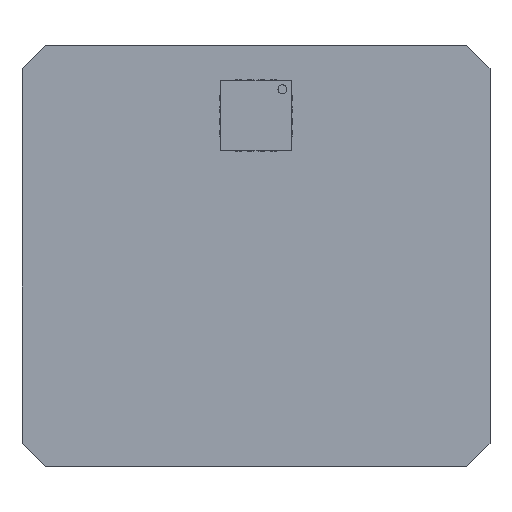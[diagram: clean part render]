
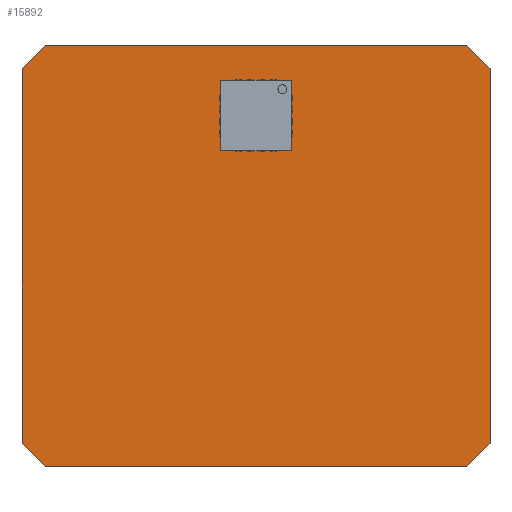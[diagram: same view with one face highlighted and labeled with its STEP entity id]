
A CAD part, top view. The second image highlights one B-rep face of the part: STEP entity #15892.
In plain terms, the highlighted planar face has unit normal (0, 0, 1).
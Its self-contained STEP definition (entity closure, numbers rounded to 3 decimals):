
#15270 = VERTEX_POINT('',#15271);
#15271 = CARTESIAN_POINT('',(20.,17.,1.58));
#15278 = PLANE('',#15279);
#15279 = AXIS2_PLACEMENT_3D('',#15280,#15281,#15282);
#15280 = CARTESIAN_POINT('',(20.,17.,0.));
#15281 = DIRECTION('',(1.,0.,-0.));
#15282 = DIRECTION('',(0.,-1.,0.));
#15290 = PLANE('',#15291);
#15291 = AXIS2_PLACEMENT_3D('',#15292,#15293,#15294);
#15292 = CARTESIAN_POINT('',(19.,18.,0.));
#15293 = DIRECTION('',(0.707,0.707,-0.));
#15294 = DIRECTION('',(0.707,-0.707,0.));
#15302 = EDGE_CURVE('',#15270,#15303,#15305,.T.);
#15303 = VERTEX_POINT('',#15304);
#15304 = CARTESIAN_POINT('',(20.,1.,1.58));
#15305 = SURFACE_CURVE('',#15306,(#15310,#15317),.PCURVE_S1.);
#15306 = LINE('',#15307,#15308);
#15307 = CARTESIAN_POINT('',(20.,17.,1.58));
#15308 = VECTOR('',#15309,1.);
#15309 = DIRECTION('',(0.,-1.,0.));
#15310 = PCURVE('',#15278,#15311);
#15311 = DEFINITIONAL_REPRESENTATION('',(#15312),#15316);
#15312 = LINE('',#15313,#15314);
#15313 = CARTESIAN_POINT('',(0.,-1.58));
#15314 = VECTOR('',#15315,1.);
#15315 = DIRECTION('',(1.,0.));
#15316 = ( GEOMETRIC_REPRESENTATION_CONTEXT(2) 
PARAMETRIC_REPRESENTATION_CONTEXT() REPRESENTATION_CONTEXT('2D SPACE',''
  ) );
#15317 = PCURVE('',#15318,#15323);
#15318 = PLANE('',#15319);
#15319 = AXIS2_PLACEMENT_3D('',#15320,#15321,#15322);
#15320 = CARTESIAN_POINT('',(10.,9.,1.58));
#15321 = DIRECTION('',(-0.,-0.,-1.));
#15322 = DIRECTION('',(-1.,0.,0.));
#15323 = DEFINITIONAL_REPRESENTATION('',(#15324),#15328);
#15324 = LINE('',#15325,#15326);
#15325 = CARTESIAN_POINT('',(-10.,8.));
#15326 = VECTOR('',#15327,1.);
#15327 = DIRECTION('',(0.,-1.));
#15328 = ( GEOMETRIC_REPRESENTATION_CONTEXT(2) 
PARAMETRIC_REPRESENTATION_CONTEXT() REPRESENTATION_CONTEXT('2D SPACE',''
  ) );
#15346 = PLANE('',#15347);
#15347 = AXIS2_PLACEMENT_3D('',#15348,#15349,#15350);
#15348 = CARTESIAN_POINT('',(20.,1.,0.));
#15349 = DIRECTION('',(0.707,-0.707,0.));
#15350 = DIRECTION('',(-0.707,-0.707,0.));
#15388 = EDGE_CURVE('',#15303,#15389,#15391,.T.);
#15389 = VERTEX_POINT('',#15390);
#15390 = CARTESIAN_POINT('',(19.,0.,1.58));
#15391 = SURFACE_CURVE('',#15392,(#15396,#15403),.PCURVE_S1.);
#15392 = LINE('',#15393,#15394);
#15393 = CARTESIAN_POINT('',(20.,1.,1.58));
#15394 = VECTOR('',#15395,1.);
#15395 = DIRECTION('',(-0.707,-0.707,0.));
#15396 = PCURVE('',#15346,#15397);
#15397 = DEFINITIONAL_REPRESENTATION('',(#15398),#15402);
#15398 = LINE('',#15399,#15400);
#15399 = CARTESIAN_POINT('',(0.,-1.58));
#15400 = VECTOR('',#15401,1.);
#15401 = DIRECTION('',(1.,0.));
#15402 = ( GEOMETRIC_REPRESENTATION_CONTEXT(2) 
PARAMETRIC_REPRESENTATION_CONTEXT() REPRESENTATION_CONTEXT('2D SPACE',''
  ) );
#15403 = PCURVE('',#15318,#15404);
#15404 = DEFINITIONAL_REPRESENTATION('',(#15405),#15409);
#15405 = LINE('',#15406,#15407);
#15406 = CARTESIAN_POINT('',(-10.,-8.));
#15407 = VECTOR('',#15408,1.);
#15408 = DIRECTION('',(0.707,-0.707));
#15409 = ( GEOMETRIC_REPRESENTATION_CONTEXT(2) 
PARAMETRIC_REPRESENTATION_CONTEXT() REPRESENTATION_CONTEXT('2D SPACE',''
  ) );
#15427 = PLANE('',#15428);
#15428 = AXIS2_PLACEMENT_3D('',#15429,#15430,#15431);
#15429 = CARTESIAN_POINT('',(19.,0.,0.));
#15430 = DIRECTION('',(0.,-1.,0.));
#15431 = DIRECTION('',(-1.,0.,0.));
#15464 = EDGE_CURVE('',#15389,#15465,#15467,.T.);
#15465 = VERTEX_POINT('',#15466);
#15466 = CARTESIAN_POINT('',(1.,0.,1.58));
#15467 = SURFACE_CURVE('',#15468,(#15472,#15479),.PCURVE_S1.);
#15468 = LINE('',#15469,#15470);
#15469 = CARTESIAN_POINT('',(19.,0.,1.58));
#15470 = VECTOR('',#15471,1.);
#15471 = DIRECTION('',(-1.,0.,0.));
#15472 = PCURVE('',#15427,#15473);
#15473 = DEFINITIONAL_REPRESENTATION('',(#15474),#15478);
#15474 = LINE('',#15475,#15476);
#15475 = CARTESIAN_POINT('',(0.,-1.58));
#15476 = VECTOR('',#15477,1.);
#15477 = DIRECTION('',(1.,0.));
#15478 = ( GEOMETRIC_REPRESENTATION_CONTEXT(2) 
PARAMETRIC_REPRESENTATION_CONTEXT() REPRESENTATION_CONTEXT('2D SPACE',''
  ) );
#15479 = PCURVE('',#15318,#15480);
#15480 = DEFINITIONAL_REPRESENTATION('',(#15481),#15485);
#15481 = LINE('',#15482,#15483);
#15482 = CARTESIAN_POINT('',(-9.,-9.));
#15483 = VECTOR('',#15484,1.);
#15484 = DIRECTION('',(1.,0.));
#15485 = ( GEOMETRIC_REPRESENTATION_CONTEXT(2) 
PARAMETRIC_REPRESENTATION_CONTEXT() REPRESENTATION_CONTEXT('2D SPACE',''
  ) );
#15503 = PLANE('',#15504);
#15504 = AXIS2_PLACEMENT_3D('',#15505,#15506,#15507);
#15505 = CARTESIAN_POINT('',(1.,0.,0.));
#15506 = DIRECTION('',(-0.707,-0.707,0.));
#15507 = DIRECTION('',(-0.707,0.707,0.));
#15540 = EDGE_CURVE('',#15465,#15541,#15543,.T.);
#15541 = VERTEX_POINT('',#15542);
#15542 = CARTESIAN_POINT('',(0.,1.,1.58));
#15543 = SURFACE_CURVE('',#15544,(#15548,#15555),.PCURVE_S1.);
#15544 = LINE('',#15545,#15546);
#15545 = CARTESIAN_POINT('',(1.,0.,1.58));
#15546 = VECTOR('',#15547,1.);
#15547 = DIRECTION('',(-0.707,0.707,0.));
#15548 = PCURVE('',#15503,#15549);
#15549 = DEFINITIONAL_REPRESENTATION('',(#15550),#15554);
#15550 = LINE('',#15551,#15552);
#15551 = CARTESIAN_POINT('',(0.,-1.58));
#15552 = VECTOR('',#15553,1.);
#15553 = DIRECTION('',(1.,0.));
#15554 = ( GEOMETRIC_REPRESENTATION_CONTEXT(2) 
PARAMETRIC_REPRESENTATION_CONTEXT() REPRESENTATION_CONTEXT('2D SPACE',''
  ) );
#15555 = PCURVE('',#15318,#15556);
#15556 = DEFINITIONAL_REPRESENTATION('',(#15557),#15561);
#15557 = LINE('',#15558,#15559);
#15558 = CARTESIAN_POINT('',(9.,-9.));
#15559 = VECTOR('',#15560,1.);
#15560 = DIRECTION('',(0.707,0.707));
#15561 = ( GEOMETRIC_REPRESENTATION_CONTEXT(2) 
PARAMETRIC_REPRESENTATION_CONTEXT() REPRESENTATION_CONTEXT('2D SPACE',''
  ) );
#15579 = PLANE('',#15580);
#15580 = AXIS2_PLACEMENT_3D('',#15581,#15582,#15583);
#15581 = CARTESIAN_POINT('',(0.,1.,0.));
#15582 = DIRECTION('',(-1.,0.,0.));
#15583 = DIRECTION('',(0.,1.,0.));
#15616 = EDGE_CURVE('',#15541,#15617,#15619,.T.);
#15617 = VERTEX_POINT('',#15618);
#15618 = CARTESIAN_POINT('',(0.,17.,1.58));
#15619 = SURFACE_CURVE('',#15620,(#15624,#15631),.PCURVE_S1.);
#15620 = LINE('',#15621,#15622);
#15621 = CARTESIAN_POINT('',(0.,1.,1.58));
#15622 = VECTOR('',#15623,1.);
#15623 = DIRECTION('',(0.,1.,0.));
#15624 = PCURVE('',#15579,#15625);
#15625 = DEFINITIONAL_REPRESENTATION('',(#15626),#15630);
#15626 = LINE('',#15627,#15628);
#15627 = CARTESIAN_POINT('',(0.,-1.58));
#15628 = VECTOR('',#15629,1.);
#15629 = DIRECTION('',(1.,0.));
#15630 = ( GEOMETRIC_REPRESENTATION_CONTEXT(2) 
PARAMETRIC_REPRESENTATION_CONTEXT() REPRESENTATION_CONTEXT('2D SPACE',''
  ) );
#15631 = PCURVE('',#15318,#15632);
#15632 = DEFINITIONAL_REPRESENTATION('',(#15633),#15637);
#15633 = LINE('',#15634,#15635);
#15634 = CARTESIAN_POINT('',(10.,-8.));
#15635 = VECTOR('',#15636,1.);
#15636 = DIRECTION('',(0.,1.));
#15637 = ( GEOMETRIC_REPRESENTATION_CONTEXT(2) 
PARAMETRIC_REPRESENTATION_CONTEXT() REPRESENTATION_CONTEXT('2D SPACE',''
  ) );
#15655 = PLANE('',#15656);
#15656 = AXIS2_PLACEMENT_3D('',#15657,#15658,#15659);
#15657 = CARTESIAN_POINT('',(0.,17.,0.));
#15658 = DIRECTION('',(-0.707,0.707,0.));
#15659 = DIRECTION('',(0.707,0.707,0.));
#15692 = EDGE_CURVE('',#15617,#15693,#15695,.T.);
#15693 = VERTEX_POINT('',#15694);
#15694 = CARTESIAN_POINT('',(1.,18.,1.58));
#15695 = SURFACE_CURVE('',#15696,(#15700,#15707),.PCURVE_S1.);
#15696 = LINE('',#15697,#15698);
#15697 = CARTESIAN_POINT('',(0.,17.,1.58));
#15698 = VECTOR('',#15699,1.);
#15699 = DIRECTION('',(0.707,0.707,0.));
#15700 = PCURVE('',#15655,#15701);
#15701 = DEFINITIONAL_REPRESENTATION('',(#15702),#15706);
#15702 = LINE('',#15703,#15704);
#15703 = CARTESIAN_POINT('',(0.,-1.58));
#15704 = VECTOR('',#15705,1.);
#15705 = DIRECTION('',(1.,0.));
#15706 = ( GEOMETRIC_REPRESENTATION_CONTEXT(2) 
PARAMETRIC_REPRESENTATION_CONTEXT() REPRESENTATION_CONTEXT('2D SPACE',''
  ) );
#15707 = PCURVE('',#15318,#15708);
#15708 = DEFINITIONAL_REPRESENTATION('',(#15709),#15713);
#15709 = LINE('',#15710,#15711);
#15710 = CARTESIAN_POINT('',(10.,8.));
#15711 = VECTOR('',#15712,1.);
#15712 = DIRECTION('',(-0.707,0.707));
#15713 = ( GEOMETRIC_REPRESENTATION_CONTEXT(2) 
PARAMETRIC_REPRESENTATION_CONTEXT() REPRESENTATION_CONTEXT('2D SPACE',''
  ) );
#15731 = PLANE('',#15732);
#15732 = AXIS2_PLACEMENT_3D('',#15733,#15734,#15735);
#15733 = CARTESIAN_POINT('',(1.,18.,0.));
#15734 = DIRECTION('',(0.,1.,0.));
#15735 = DIRECTION('',(1.,0.,0.));
#15768 = EDGE_CURVE('',#15693,#15769,#15771,.T.);
#15769 = VERTEX_POINT('',#15770);
#15770 = CARTESIAN_POINT('',(19.,18.,1.58));
#15771 = SURFACE_CURVE('',#15772,(#15776,#15783),.PCURVE_S1.);
#15772 = LINE('',#15773,#15774);
#15773 = CARTESIAN_POINT('',(1.,18.,1.58));
#15774 = VECTOR('',#15775,1.);
#15775 = DIRECTION('',(1.,0.,0.));
#15776 = PCURVE('',#15731,#15777);
#15777 = DEFINITIONAL_REPRESENTATION('',(#15778),#15782);
#15778 = LINE('',#15779,#15780);
#15779 = CARTESIAN_POINT('',(0.,-1.58));
#15780 = VECTOR('',#15781,1.);
#15781 = DIRECTION('',(1.,0.));
#15782 = ( GEOMETRIC_REPRESENTATION_CONTEXT(2) 
PARAMETRIC_REPRESENTATION_CONTEXT() REPRESENTATION_CONTEXT('2D SPACE',''
  ) );
#15783 = PCURVE('',#15318,#15784);
#15784 = DEFINITIONAL_REPRESENTATION('',(#15785),#15789);
#15785 = LINE('',#15786,#15787);
#15786 = CARTESIAN_POINT('',(9.,9.));
#15787 = VECTOR('',#15788,1.);
#15788 = DIRECTION('',(-1.,0.));
#15789 = ( GEOMETRIC_REPRESENTATION_CONTEXT(2) 
PARAMETRIC_REPRESENTATION_CONTEXT() REPRESENTATION_CONTEXT('2D SPACE',''
  ) );
#15839 = EDGE_CURVE('',#15769,#15270,#15840,.T.);
#15840 = SURFACE_CURVE('',#15841,(#15845,#15852),.PCURVE_S1.);
#15841 = LINE('',#15842,#15843);
#15842 = CARTESIAN_POINT('',(19.,18.,1.58));
#15843 = VECTOR('',#15844,1.);
#15844 = DIRECTION('',(0.707,-0.707,0.));
#15845 = PCURVE('',#15290,#15846);
#15846 = DEFINITIONAL_REPRESENTATION('',(#15847),#15851);
#15847 = LINE('',#15848,#15849);
#15848 = CARTESIAN_POINT('',(0.,-1.58));
#15849 = VECTOR('',#15850,1.);
#15850 = DIRECTION('',(1.,0.));
#15851 = ( GEOMETRIC_REPRESENTATION_CONTEXT(2) 
PARAMETRIC_REPRESENTATION_CONTEXT() REPRESENTATION_CONTEXT('2D SPACE',''
  ) );
#15852 = PCURVE('',#15318,#15853);
#15853 = DEFINITIONAL_REPRESENTATION('',(#15854),#15858);
#15854 = LINE('',#15855,#15856);
#15855 = CARTESIAN_POINT('',(-9.,9.));
#15856 = VECTOR('',#15857,1.);
#15857 = DIRECTION('',(-0.707,-0.707));
#15858 = ( GEOMETRIC_REPRESENTATION_CONTEXT(2) 
PARAMETRIC_REPRESENTATION_CONTEXT() REPRESENTATION_CONTEXT('2D SPACE',''
  ) );
#15892 = ADVANCED_FACE('',(#15893),#15318,.F.);
#15893 = FACE_BOUND('',#15894,.F.);
#15894 = EDGE_LOOP('',(#15895,#15896,#15897,#15898,#15899,#15900,#15901,
    #15902));
#15895 = ORIENTED_EDGE('',*,*,#15302,.T.);
#15896 = ORIENTED_EDGE('',*,*,#15388,.T.);
#15897 = ORIENTED_EDGE('',*,*,#15464,.T.);
#15898 = ORIENTED_EDGE('',*,*,#15540,.T.);
#15899 = ORIENTED_EDGE('',*,*,#15616,.T.);
#15900 = ORIENTED_EDGE('',*,*,#15692,.T.);
#15901 = ORIENTED_EDGE('',*,*,#15768,.T.);
#15902 = ORIENTED_EDGE('',*,*,#15839,.T.);
